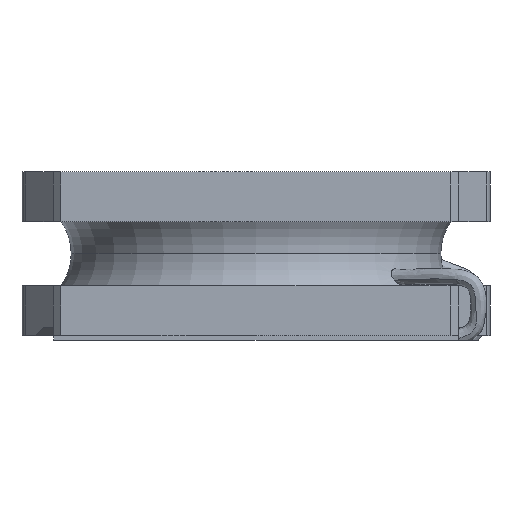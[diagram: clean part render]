
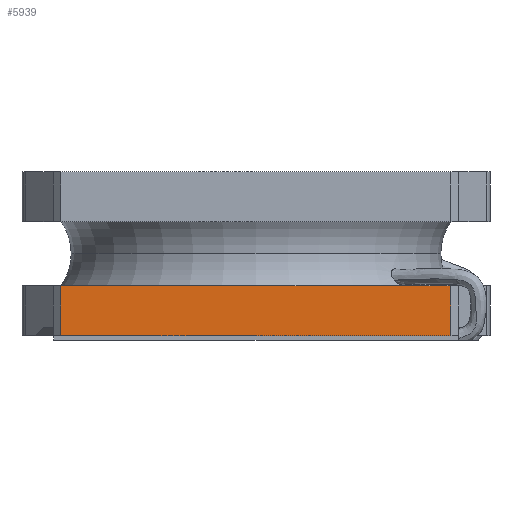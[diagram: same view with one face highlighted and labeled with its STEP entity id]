
A CAD part, left-side view. The second image highlights one B-rep face of the part: STEP entity #5939.
In plain terms, the highlighted planar face has unit normal (-1, 0, 0).
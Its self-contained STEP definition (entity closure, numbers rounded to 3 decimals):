
#67 = PLANE('',#68);
#68 = AXIS2_PLACEMENT_3D('',#69,#70,#71);
#69 = CARTESIAN_POINT('',(-0.163,-0.154,0.35
    ));
#70 = DIRECTION('',(0.,0.,1.));
#71 = DIRECTION('',(0.,-1.,0.));
#4585 = VERTEX_POINT('',#4586);
#4586 = CARTESIAN_POINT('',(-1.5,1.25,0.35));
#4600 = PLANE('',#4601);
#4601 = AXIS2_PLACEMENT_3D('',#4602,#4603,#4604);
#4602 = CARTESIAN_POINT('',(-1.5,1.25,0.03));
#4603 = DIRECTION('',(0.,-1.,0.));
#4604 = DIRECTION('',(1.,0.,0.));
#4612 = EDGE_CURVE('',#4585,#4613,#4615,.T.);
#4613 = VERTEX_POINT('',#4614);
#4614 = CARTESIAN_POINT('',(-1.5,-1.25,0.35));
#4615 = SURFACE_CURVE('',#4616,(#4620,#4627),.PCURVE_S1.);
#4616 = LINE('',#4617,#4618);
#4617 = CARTESIAN_POINT('',(-1.5,1.5,0.35));
#4618 = VECTOR('',#4619,1.);
#4619 = DIRECTION('',(0.,-1.,0.));
#4620 = PCURVE('',#67,#4621);
#4621 = DEFINITIONAL_REPRESENTATION('',(#4622),#4626);
#4622 = LINE('',#4623,#4624);
#4623 = CARTESIAN_POINT('',(-1.654,-1.337));
#4624 = VECTOR('',#4625,1.);
#4625 = DIRECTION('',(1.,0.));
#4626 = ( GEOMETRIC_REPRESENTATION_CONTEXT(2) 
PARAMETRIC_REPRESENTATION_CONTEXT() REPRESENTATION_CONTEXT('2D SPACE',''
  ) );
#4627 = PCURVE('',#4628,#4633);
#4628 = PLANE('',#4629);
#4629 = AXIS2_PLACEMENT_3D('',#4630,#4631,#4632);
#4630 = CARTESIAN_POINT('',(-1.5,1.5,1.08));
#4631 = DIRECTION('',(1.,0.,0.));
#4632 = DIRECTION('',(0.,1.,0.));
#4633 = DEFINITIONAL_REPRESENTATION('',(#4634),#4638);
#4634 = LINE('',#4635,#4636);
#4635 = CARTESIAN_POINT('',(0.,-0.73));
#4636 = VECTOR('',#4637,1.);
#4637 = DIRECTION('',(-1.,0.));
#4638 = ( GEOMETRIC_REPRESENTATION_CONTEXT(2) 
PARAMETRIC_REPRESENTATION_CONTEXT() REPRESENTATION_CONTEXT('2D SPACE',''
  ) );
#4656 = PLANE('',#4657);
#4657 = AXIS2_PLACEMENT_3D('',#4658,#4659,#4660);
#4658 = CARTESIAN_POINT('',(-1.5,-1.25,0.03));
#4659 = DIRECTION('',(0.,1.,0.));
#4660 = DIRECTION('',(-1.,0.,0.));
#5939 = ADVANCED_FACE('',(#5940),#4628,.F.);
#5940 = FACE_BOUND('',#5941,.T.);
#5941 = EDGE_LOOP('',(#5942,#5972,#5993,#5994));
#5942 = ORIENTED_EDGE('',*,*,#5943,.T.);
#5943 = EDGE_CURVE('',#5944,#5946,#5948,.T.);
#5944 = VERTEX_POINT('',#5945);
#5945 = CARTESIAN_POINT('',(-1.5,1.25,0.03));
#5946 = VERTEX_POINT('',#5947);
#5947 = CARTESIAN_POINT('',(-1.5,-1.25,0.03));
#5948 = SURFACE_CURVE('',#5949,(#5953,#5960),.PCURVE_S1.);
#5949 = LINE('',#5950,#5951);
#5950 = CARTESIAN_POINT('',(-1.5,1.5,0.03));
#5951 = VECTOR('',#5952,1.);
#5952 = DIRECTION('',(0.,-1.,0.));
#5953 = PCURVE('',#4628,#5954);
#5954 = DEFINITIONAL_REPRESENTATION('',(#5955),#5959);
#5955 = LINE('',#5956,#5957);
#5956 = CARTESIAN_POINT('',(0.,-1.05));
#5957 = VECTOR('',#5958,1.);
#5958 = DIRECTION('',(-1.,0.));
#5959 = ( GEOMETRIC_REPRESENTATION_CONTEXT(2) 
PARAMETRIC_REPRESENTATION_CONTEXT() REPRESENTATION_CONTEXT('2D SPACE',''
  ) );
#5960 = PCURVE('',#5961,#5966);
#5961 = PLANE('',#5962);
#5962 = AXIS2_PLACEMENT_3D('',#5963,#5964,#5965);
#5963 = CARTESIAN_POINT('',(-1.5,-1.5,0.03));
#5964 = DIRECTION('',(0.,0.,1.));
#5965 = DIRECTION('',(0.,-1.,0.));
#5966 = DEFINITIONAL_REPRESENTATION('',(#5967),#5971);
#5967 = LINE('',#5968,#5969);
#5968 = CARTESIAN_POINT('',(-3.,0.));
#5969 = VECTOR('',#5970,1.);
#5970 = DIRECTION('',(1.,0.));
#5971 = ( GEOMETRIC_REPRESENTATION_CONTEXT(2) 
PARAMETRIC_REPRESENTATION_CONTEXT() REPRESENTATION_CONTEXT('2D SPACE',''
  ) );
#5972 = ORIENTED_EDGE('',*,*,#5973,.T.);
#5973 = EDGE_CURVE('',#5946,#4613,#5974,.T.);
#5974 = SURFACE_CURVE('',#5975,(#5979,#5986),.PCURVE_S1.);
#5975 = LINE('',#5976,#5977);
#5976 = CARTESIAN_POINT('',(-1.5,-1.25,0.03));
#5977 = VECTOR('',#5978,1.);
#5978 = DIRECTION('',(0.,0.,1.));
#5979 = PCURVE('',#4628,#5980);
#5980 = DEFINITIONAL_REPRESENTATION('',(#5981),#5985);
#5981 = LINE('',#5982,#5983);
#5982 = CARTESIAN_POINT('',(-2.75,-1.05));
#5983 = VECTOR('',#5984,1.);
#5984 = DIRECTION('',(0.,1.));
#5985 = ( GEOMETRIC_REPRESENTATION_CONTEXT(2) 
PARAMETRIC_REPRESENTATION_CONTEXT() REPRESENTATION_CONTEXT('2D SPACE',''
  ) );
#5986 = PCURVE('',#4656,#5987);
#5987 = DEFINITIONAL_REPRESENTATION('',(#5988),#5992);
#5988 = LINE('',#5989,#5990);
#5989 = CARTESIAN_POINT('',(0.,0.));
#5990 = VECTOR('',#5991,1.);
#5991 = DIRECTION('',(0.,1.));
#5992 = ( GEOMETRIC_REPRESENTATION_CONTEXT(2) 
PARAMETRIC_REPRESENTATION_CONTEXT() REPRESENTATION_CONTEXT('2D SPACE',''
  ) );
#5993 = ORIENTED_EDGE('',*,*,#4612,.F.);
#5994 = ORIENTED_EDGE('',*,*,#5995,.F.);
#5995 = EDGE_CURVE('',#5944,#4585,#5996,.T.);
#5996 = SURFACE_CURVE('',#5997,(#6001,#6008),.PCURVE_S1.);
#5997 = LINE('',#5998,#5999);
#5998 = CARTESIAN_POINT('',(-1.5,1.25,0.03));
#5999 = VECTOR('',#6000,1.);
#6000 = DIRECTION('',(0.,0.,1.));
#6001 = PCURVE('',#4628,#6002);
#6002 = DEFINITIONAL_REPRESENTATION('',(#6003),#6007);
#6003 = LINE('',#6004,#6005);
#6004 = CARTESIAN_POINT('',(-0.25,-1.05));
#6005 = VECTOR('',#6006,1.);
#6006 = DIRECTION('',(0.,1.));
#6007 = ( GEOMETRIC_REPRESENTATION_CONTEXT(2) 
PARAMETRIC_REPRESENTATION_CONTEXT() REPRESENTATION_CONTEXT('2D SPACE',''
  ) );
#6008 = PCURVE('',#4600,#6009);
#6009 = DEFINITIONAL_REPRESENTATION('',(#6010),#6014);
#6010 = LINE('',#6011,#6012);
#6011 = CARTESIAN_POINT('',(0.,0.));
#6012 = VECTOR('',#6013,1.);
#6013 = DIRECTION('',(0.,1.));
#6014 = ( GEOMETRIC_REPRESENTATION_CONTEXT(2) 
PARAMETRIC_REPRESENTATION_CONTEXT() REPRESENTATION_CONTEXT('2D SPACE',''
  ) );
